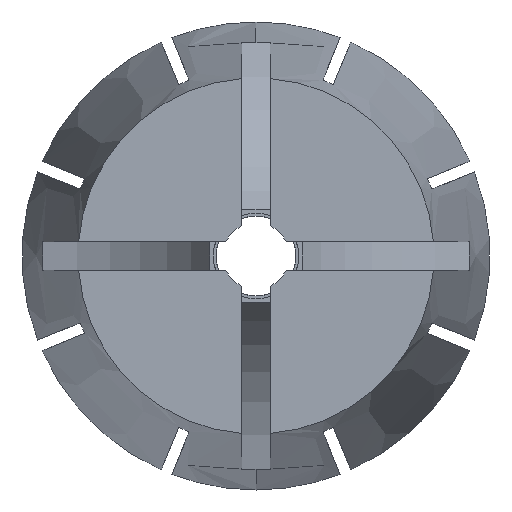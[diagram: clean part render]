
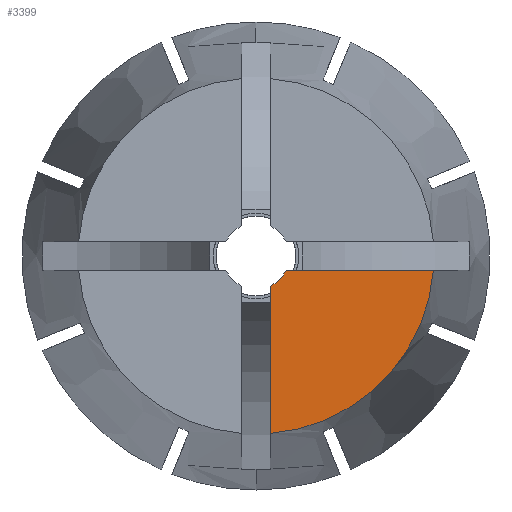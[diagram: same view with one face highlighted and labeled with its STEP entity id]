
A CAD part, left-side view. The second image highlights one B-rep face of the part: STEP entity #3399.
In plain terms, the highlighted planar face has unit normal (-1, 0, 0).
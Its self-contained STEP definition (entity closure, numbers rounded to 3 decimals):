
#45 = DIRECTION ( 'NONE',  ( 1., 0., 0. ) ) ;
#67 = ORIENTED_EDGE ( 'NONE', *, *, #3069, .T. ) ;
#73 = DIRECTION ( 'NONE',  ( 0., 0., -1. ) ) ;
#135 = VERTEX_POINT ( 'NONE', #1705 ) ;
#263 = FACE_OUTER_BOUND ( 'NONE', #4225, .T. ) ;
#444 = EDGE_CURVE ( 'NONE', #3937, #3975, #3466, .T. ) ;
#495 = DIRECTION ( 'NONE',  ( 1., 0., 0. ) ) ;
#758 = EDGE_CURVE ( 'NONE', #3937, #2242, #3763, .T. ) ;
#928 = CARTESIAN_POINT ( 'NONE',  ( -46., -15.595, 0. ) ) ;
#961 = ORIENTED_EDGE ( 'NONE', *, *, #444, .F. ) ;
#999 = CARTESIAN_POINT ( 'NONE',  ( -46., 0., 0. ) ) ;
#1512 = VECTOR ( 'NONE', #3427, 1000. ) ;
#1603 = CIRCLE ( 'NONE', #3986, 15.595 ) ;
#1705 = CARTESIAN_POINT ( 'NONE',  ( -46., -1.25, -15.545 ) ) ;
#1795 = AXIS2_PLACEMENT_3D ( 'NONE', #928, #2614, #2714 ) ;
#1869 = CARTESIAN_POINT ( 'NONE',  ( -46., -15.595, -1.25 ) ) ;
#1955 = LINE ( 'NONE', #3857, #3600 ) ;
#2137 = DIRECTION ( 'NONE',  ( 0., 0., -1. ) ) ;
#2242 = VERTEX_POINT ( 'NONE', #3502 ) ;
#2446 = ORIENTED_EDGE ( 'NONE', *, *, #758, .T. ) ;
#2465 = CARTESIAN_POINT ( 'NONE',  ( -46., 0., 0. ) ) ;
#2614 = DIRECTION ( 'NONE',  ( -1., 0., 0. ) ) ;
#2714 = DIRECTION ( 'NONE',  ( 0., 0., 1. ) ) ;
#3058 = DIRECTION ( 'NONE',  ( 0., 0., -1. ) ) ;
#3069 = EDGE_CURVE ( 'NONE', #2242, #135, #1955, .T. ) ;
#3399 = ADVANCED_FACE ( 'NONE', ( #263 ), #3576, .T. ) ;
#3427 = DIRECTION ( 'NONE',  ( 0., -1., 0. ) ) ;
#3466 = LINE ( 'NONE', #1869, #1512 ) ;
#3480 = EDGE_CURVE ( 'NONE', #3975, #135, #1603, .T. ) ;
#3502 = CARTESIAN_POINT ( 'NONE',  ( -46., -1.25, -2.639 ) ) ;
#3537 = ORIENTED_EDGE ( 'NONE', *, *, #3480, .F. ) ;
#3576 = PLANE ( 'NONE',  #1795 ) ;
#3600 = VECTOR ( 'NONE', #3058, 1000. ) ;
#3638 = CARTESIAN_POINT ( 'NONE',  ( -46., -2.639, -1.25 ) ) ;
#3763 = CIRCLE ( 'NONE', #3931, 2.92 ) ;
#3857 = CARTESIAN_POINT ( 'NONE',  ( -46., -1.25, 0. ) ) ;
#3931 = AXIS2_PLACEMENT_3D ( 'NONE', #2465, #495, #2137 ) ;
#3937 = VERTEX_POINT ( 'NONE', #3638 ) ;
#3975 = VERTEX_POINT ( 'NONE', #3982 ) ;
#3982 = CARTESIAN_POINT ( 'NONE',  ( -46., -15.545, -1.25 ) ) ;
#3986 = AXIS2_PLACEMENT_3D ( 'NONE', #999, #45, #73 ) ;
#4225 = EDGE_LOOP ( 'NONE', ( #2446, #67, #3537, #961 ) ) ;
